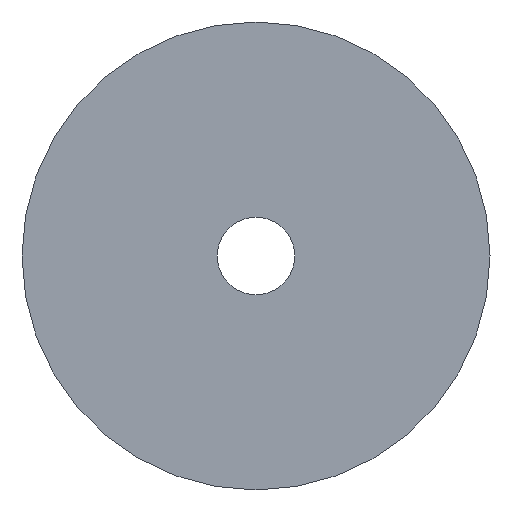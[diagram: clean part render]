
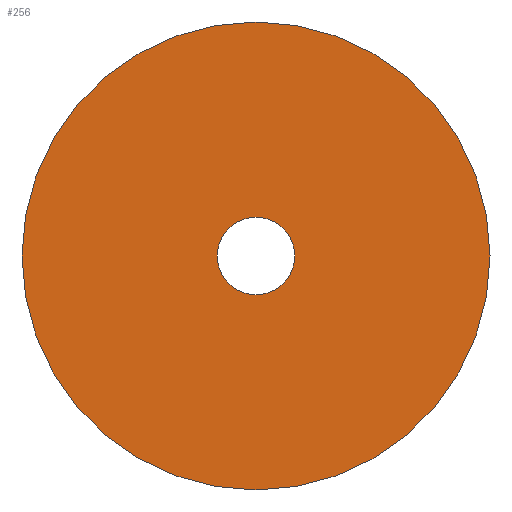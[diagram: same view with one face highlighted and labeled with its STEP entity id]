
A CAD part, front view. The second image highlights one B-rep face of the part: STEP entity #256.
In plain terms, the highlighted planar face has unit normal (0, -1, 0).
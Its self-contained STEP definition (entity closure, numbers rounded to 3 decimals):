
#11 = EDGE_CURVE ( 'NONE', #460, #288, #277, .T. ) ;
#15 = DIRECTION ( 'NONE',  ( 0., -1., 0. ) ) ;
#27 = EDGE_LOOP ( 'NONE', ( #38, #278 ) ) ;
#29 = EDGE_LOOP ( 'NONE', ( #97, #135 ) ) ;
#38 = ORIENTED_EDGE ( 'NONE', *, *, #413, .F. ) ;
#53 = AXIS2_PLACEMENT_3D ( 'NONE', #90, #225, #341 ) ;
#56 = FACE_BOUND ( 'NONE', #29, .T. ) ;
#59 = CARTESIAN_POINT ( 'NONE',  ( -4., 0., 0. ) ) ;
#64 = DIRECTION ( 'NONE',  ( 0., 1., 0. ) ) ;
#68 = CARTESIAN_POINT ( 'NONE',  ( 0., 0., 0. ) ) ;
#88 = CIRCLE ( 'NONE', #53, 4. ) ;
#90 = CARTESIAN_POINT ( 'NONE',  ( 0., 0., 0. ) ) ;
#97 = ORIENTED_EDGE ( 'NONE', *, *, #11, .T. ) ;
#127 = CARTESIAN_POINT ( 'NONE',  ( -4., 0., 0. ) ) ;
#135 = ORIENTED_EDGE ( 'NONE', *, *, #263, .T. ) ;
#153 = DIRECTION ( 'NONE',  ( 1., 0., 0. ) ) ;
#157 = AXIS2_PLACEMENT_3D ( 'NONE', #261, #182, #251 ) ;
#164 = VERTEX_POINT ( 'NONE', #337 ) ;
#166 = AXIS2_PLACEMENT_3D ( 'NONE', #68, #64, #202 ) ;
#173 = AXIS2_PLACEMENT_3D ( 'NONE', #59, #15, #153 ) ;
#182 = DIRECTION ( 'NONE',  ( 0., 1., 0. ) ) ;
#198 = DIRECTION ( 'NONE',  ( 0., 1., 0. ) ) ;
#202 = DIRECTION ( 'NONE',  ( -1., 0., 0. ) ) ;
#210 = AXIS2_PLACEMENT_3D ( 'NONE', #415, #198, #238 ) ;
#225 = DIRECTION ( 'NONE',  ( 0., 1., 0. ) ) ;
#238 = DIRECTION ( 'NONE',  ( -1., 0., 0. ) ) ;
#243 = VERTEX_POINT ( 'NONE', #411 ) ;
#251 = DIRECTION ( 'NONE',  ( -1., 0., 0. ) ) ;
#256 = ADVANCED_FACE ( 'NONE', ( #56, #407 ), #371, .T. ) ;
#257 = CIRCLE ( 'NONE', #210, 24.15 ) ;
#261 = CARTESIAN_POINT ( 'NONE',  ( 0., 0., 0. ) ) ;
#263 = EDGE_CURVE ( 'NONE', #288, #460, #88, .T. ) ;
#277 = CIRCLE ( 'NONE', #157, 4. ) ;
#278 = ORIENTED_EDGE ( 'NONE', *, *, #335, .F. ) ;
#288 = VERTEX_POINT ( 'NONE', #366 ) ;
#335 = EDGE_CURVE ( 'NONE', #243, #164, #257, .T. ) ;
#337 = CARTESIAN_POINT ( 'NONE',  ( -24.15, 0., 0. ) ) ;
#341 = DIRECTION ( 'NONE',  ( -1., 0., 0. ) ) ;
#366 = CARTESIAN_POINT ( 'NONE',  ( 4., 0., 0. ) ) ;
#369 = CIRCLE ( 'NONE', #166, 24.15 ) ;
#371 = PLANE ( 'NONE',  #173 ) ;
#407 = FACE_OUTER_BOUND ( 'NONE', #27, .T. ) ;
#411 = CARTESIAN_POINT ( 'NONE',  ( 24.15, 0., 0. ) ) ;
#413 = EDGE_CURVE ( 'NONE', #164, #243, #369, .T. ) ;
#415 = CARTESIAN_POINT ( 'NONE',  ( 0., 0., 0. ) ) ;
#460 = VERTEX_POINT ( 'NONE', #127 ) ;
